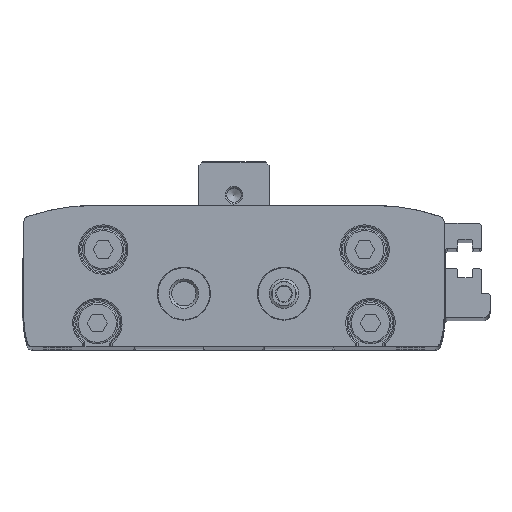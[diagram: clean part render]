
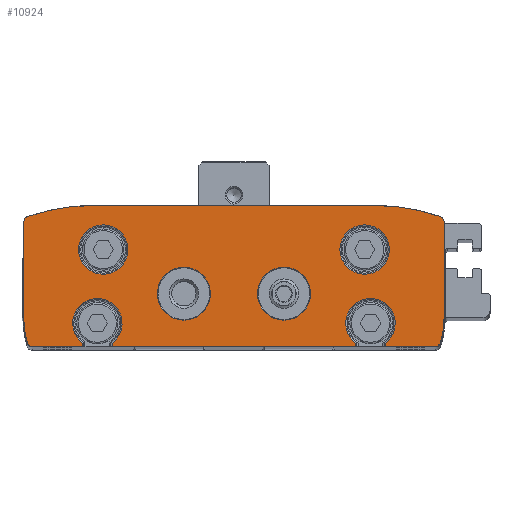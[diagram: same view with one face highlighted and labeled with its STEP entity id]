
A CAD part, top view. The second image highlights one B-rep face of the part: STEP entity #10924.
In plain terms, the highlighted planar face has unit normal (0, 0, 1).
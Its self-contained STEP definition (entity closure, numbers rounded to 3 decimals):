
#545=CIRCLE('',#11733,4.2);
#546=CIRCLE('',#11734,4.2);
#547=CIRCLE('',#11735,1.);
#548=CIRCLE('',#11736,15.);
#549=CIRCLE('',#11737,1.);
#550=CIRCLE('',#11738,35.);
#551=CIRCLE('',#11739,35.);
#552=CIRCLE('',#11740,1.);
#553=CIRCLE('',#11741,15.);
#554=CIRCLE('',#11742,1.);
#555=CIRCLE('',#11743,4.2);
#556=CIRCLE('',#11744,4.2);
#557=CIRCLE('',#11745,4.5);
#558=CIRCLE('',#11746,4.5);
#1264=ORIENTED_EDGE('',*,*,#4311,.F.);
#1265=ORIENTED_EDGE('',*,*,#4300,.T.);
#1266=ORIENTED_EDGE('',*,*,#4168,.T.);
#1267=ORIENTED_EDGE('',*,*,#4302,.F.);
#1268=ORIENTED_EDGE('',*,*,#4312,.F.);
#1269=ORIENTED_EDGE('',*,*,#4310,.T.);
#1270=ORIENTED_EDGE('',*,*,#4160,.T.);
#1271=ORIENTED_EDGE('',*,*,#4313,.T.);
#1272=ORIENTED_EDGE('',*,*,#4314,.T.);
#1273=ORIENTED_EDGE('',*,*,#4315,.T.);
#1274=ORIENTED_EDGE('',*,*,#4316,.T.);
#1275=ORIENTED_EDGE('',*,*,#4317,.T.);
#1276=ORIENTED_EDGE('',*,*,#4318,.T.);
#1277=ORIENTED_EDGE('',*,*,#4319,.T.);
#1278=ORIENTED_EDGE('',*,*,#4320,.T.);
#1279=ORIENTED_EDGE('',*,*,#4321,.T.);
#1280=ORIENTED_EDGE('',*,*,#4322,.T.);
#1281=ORIENTED_EDGE('',*,*,#4323,.T.);
#1282=ORIENTED_EDGE('',*,*,#4156,.T.);
#1283=ORIENTED_EDGE('',*,*,#4292,.F.);
#1284=ORIENTED_EDGE('',*,*,#4324,.F.);
#1285=ORIENTED_EDGE('',*,*,#4325,.F.);
#1286=ORIENTED_EDGE('',*,*,#4326,.F.);
#1287=ORIENTED_EDGE('',*,*,#4327,.F.);
#4156=EDGE_CURVE('',#5696,#5695,#6782,.T.);
#4160=EDGE_CURVE('',#5700,#5699,#6786,.T.);
#4168=EDGE_CURVE('',#5708,#5707,#6790,.T.);
#4292=EDGE_CURVE('',#5819,#5695,#6860,.T.);
#4300=EDGE_CURVE('',#5824,#5708,#6867,.T.);
#4302=EDGE_CURVE('',#5825,#5707,#6868,.T.);
#4310=EDGE_CURVE('',#5830,#5700,#6875,.T.);
#4311=EDGE_CURVE('',#5824,#5819,#545,.T.);
#4312=EDGE_CURVE('',#5830,#5825,#546,.T.);
#4313=EDGE_CURVE('',#5699,#5831,#547,.T.);
#4314=EDGE_CURVE('',#5831,#5832,#548,.T.);
#4315=EDGE_CURVE('',#5832,#5833,#6876,.T.);
#4316=EDGE_CURVE('',#5833,#5834,#549,.T.);
#4317=EDGE_CURVE('',#5834,#5835,#550,.T.);
#4318=EDGE_CURVE('',#5835,#5836,#6877,.T.);
#4319=EDGE_CURVE('',#5836,#5837,#551,.T.);
#4320=EDGE_CURVE('',#5837,#5838,#552,.T.);
#4321=EDGE_CURVE('',#5838,#5839,#6878,.T.);
#4322=EDGE_CURVE('',#5839,#5840,#553,.T.);
#4323=EDGE_CURVE('',#5840,#5696,#554,.T.);
#4324=EDGE_CURVE('',#5841,#5841,#555,.T.);
#4325=EDGE_CURVE('',#5842,#5842,#556,.T.);
#4326=EDGE_CURVE('',#5843,#5843,#557,.T.);
#4327=EDGE_CURVE('',#5844,#5844,#558,.T.);
#5695=VERTEX_POINT('',#16513);
#5696=VERTEX_POINT('',#16515);
#5699=VERTEX_POINT('',#16521);
#5700=VERTEX_POINT('',#16523);
#5707=VERTEX_POINT('',#16537);
#5708=VERTEX_POINT('',#16539);
#5819=VERTEX_POINT('',#16803);
#5824=VERTEX_POINT('',#16822);
#5825=VERTEX_POINT('',#16829);
#5830=VERTEX_POINT('',#16848);
#5831=VERTEX_POINT('',#16854);
#5832=VERTEX_POINT('',#16856);
#5833=VERTEX_POINT('',#16858);
#5834=VERTEX_POINT('',#16860);
#5835=VERTEX_POINT('',#16862);
#5836=VERTEX_POINT('',#16864);
#5837=VERTEX_POINT('',#16866);
#5838=VERTEX_POINT('',#16868);
#5839=VERTEX_POINT('',#16870);
#5840=VERTEX_POINT('',#16872);
#5841=VERTEX_POINT('',#16875);
#5842=VERTEX_POINT('',#16877);
#5843=VERTEX_POINT('',#16879);
#5844=VERTEX_POINT('',#16881);
#6782=LINE('',#16514,#7690);
#6786=LINE('',#16522,#7694);
#6790=LINE('',#16538,#7698);
#6860=LINE('',#16805,#7768);
#6867=LINE('',#16823,#7775);
#6868=LINE('',#16831,#7776);
#6875=LINE('',#16849,#7783);
#6876=LINE('',#16857,#7784);
#6877=LINE('',#16863,#7785);
#6878=LINE('',#16869,#7786);
#7690=VECTOR('',#12980,1000.);
#7694=VECTOR('',#12984,1000.);
#7698=VECTOR('',#12996,1000.);
#7768=VECTOR('',#13194,1000.);
#7775=VECTOR('',#13207,1000.);
#7776=VECTOR('',#13210,1000.);
#7783=VECTOR('',#13223,1000.);
#7784=VECTOR('',#13234,1000.);
#7785=VECTOR('',#13239,1000.);
#7786=VECTOR('',#13244,1000.);
#8636=EDGE_LOOP('',(#1264,#1265,#1266,#1267,#1268,#1269,#1270,#1271,#1272,
#1273,#1274,#1275,#1276,#1277,#1278,#1279,#1280,#1281,#1282,#1283));
#8637=EDGE_LOOP('',(#1284));
#8638=EDGE_LOOP('',(#1285));
#8639=EDGE_LOOP('',(#1286));
#8640=EDGE_LOOP('',(#1287));
#9620=FACE_BOUND('',#8636,.T.);
#9621=FACE_BOUND('',#8637,.T.);
#9622=FACE_BOUND('',#8638,.T.);
#9623=FACE_BOUND('',#8639,.T.);
#9624=FACE_BOUND('',#8640,.T.);
#10577=PLANE('',#11732);
#10924=ADVANCED_FACE('',(#9620,#9621,#9622,#9623,#9624),#10577,.T.);
#11732=AXIS2_PLACEMENT_3D('',#16850,#13224,#13225);
#11733=AXIS2_PLACEMENT_3D('',#16851,#13226,#13227);
#11734=AXIS2_PLACEMENT_3D('',#16852,#13228,#13229);
#11735=AXIS2_PLACEMENT_3D('',#16853,#13230,#13231);
#11736=AXIS2_PLACEMENT_3D('',#16855,#13232,#13233);
#11737=AXIS2_PLACEMENT_3D('',#16859,#13235,#13236);
#11738=AXIS2_PLACEMENT_3D('',#16861,#13237,#13238);
#11739=AXIS2_PLACEMENT_3D('',#16865,#13240,#13241);
#11740=AXIS2_PLACEMENT_3D('',#16867,#13242,#13243);
#11741=AXIS2_PLACEMENT_3D('',#16871,#13245,#13246);
#11742=AXIS2_PLACEMENT_3D('',#16873,#13247,#13248);
#11743=AXIS2_PLACEMENT_3D('',#16874,#13249,#13250);
#11744=AXIS2_PLACEMENT_3D('',#16876,#13251,#13252);
#11745=AXIS2_PLACEMENT_3D('',#16878,#13253,#13254);
#11746=AXIS2_PLACEMENT_3D('',#16880,#13255,#13256);
#12980=DIRECTION('',(1.,0.,0.));
#12984=DIRECTION('',(1.,0.,0.));
#12996=DIRECTION('',(1.,0.,0.));
#13194=DIRECTION('',(0.,-1.,0.));
#13207=DIRECTION('',(0.,-1.,0.));
#13210=DIRECTION('',(0.,-1.,0.));
#13223=DIRECTION('',(0.,-1.,0.));
#13224=DIRECTION('',(0.,0.,1.));
#13225=DIRECTION('',(1.,0.,0.));
#13226=DIRECTION('',(0.,0.,1.));
#13227=DIRECTION('',(1.,0.,0.));
#13228=DIRECTION('',(0.,0.,1.));
#13229=DIRECTION('',(1.,0.,0.));
#13230=DIRECTION('',(0.,0.,1.));
#13231=DIRECTION('',(1.,0.,0.));
#13232=DIRECTION('',(0.,0.,1.));
#13233=DIRECTION('',(1.,0.,0.));
#13234=DIRECTION('',(0.,1.,0.));
#13235=DIRECTION('',(0.,0.,1.));
#13236=DIRECTION('',(1.,0.,0.));
#13237=DIRECTION('',(0.,0.,1.));
#13238=DIRECTION('',(1.,0.,0.));
#13239=DIRECTION('',(-1.,0.,0.));
#13240=DIRECTION('',(0.,0.,1.));
#13241=DIRECTION('',(1.,0.,0.));
#13242=DIRECTION('',(0.,0.,1.));
#13243=DIRECTION('',(1.,0.,0.));
#13244=DIRECTION('',(0.,-1.,0.));
#13245=DIRECTION('',(0.,0.,1.));
#13246=DIRECTION('',(1.,0.,0.));
#13247=DIRECTION('',(0.,0.,1.));
#13248=DIRECTION('',(1.,0.,0.));
#13249=DIRECTION('',(0.,0.,1.));
#13250=DIRECTION('',(1.,0.,0.));
#13251=DIRECTION('',(0.,0.,1.));
#13252=DIRECTION('',(1.,0.,0.));
#13253=DIRECTION('',(0.,0.,1.));
#13254=DIRECTION('',(1.,0.,0.));
#13255=DIRECTION('',(0.,0.,1.));
#13256=DIRECTION('',(1.,0.,0.));
#16513=CARTESIAN_POINT('',(-25.7,0.,180.));
#16514=CARTESIAN_POINT('',(-34.116,0.,180.));
#16515=CARTESIAN_POINT('',(-34.116,0.,180.));
#16521=CARTESIAN_POINT('',(34.116,0.,180.));
#16522=CARTESIAN_POINT('',(-34.116,0.,180.));
#16523=CARTESIAN_POINT('',(25.7,0.,180.));
#16537=CARTESIAN_POINT('',(20.7,0.,180.));
#16538=CARTESIAN_POINT('',(-34.116,0.,180.));
#16539=CARTESIAN_POINT('',(-20.7,0.,180.));
#16803=CARTESIAN_POINT('',(-25.7,0.625,180.));
#16805=CARTESIAN_POINT('',(-25.7,4.,180.));
#16822=CARTESIAN_POINT('',(-20.7,0.625,180.));
#16823=CARTESIAN_POINT('',(-20.7,4.,180.));
#16829=CARTESIAN_POINT('',(20.7,0.625,180.));
#16831=CARTESIAN_POINT('',(20.7,4.,180.));
#16848=CARTESIAN_POINT('',(25.7,0.625,180.));
#16849=CARTESIAN_POINT('',(25.7,4.,180.));
#16850=CARTESIAN_POINT('',(-20.7,5.,180.));
#16851=CARTESIAN_POINT('',(-23.2,4.,180.));
#16852=CARTESIAN_POINT('',(23.2,4.,180.));
#16853=CARTESIAN_POINT('',(34.116,1.,180.));
#16854=CARTESIAN_POINT('',(35.075,0.714,180.));
#16855=CARTESIAN_POINT('',(20.7,5.,180.));
#16856=CARTESIAN_POINT('',(35.7,5.,180.));
#16857=CARTESIAN_POINT('',(35.7,5.,180.));
#16858=CARTESIAN_POINT('',(35.7,21.171,180.));
#16859=CARTESIAN_POINT('',(34.7,21.171,180.));
#16860=CARTESIAN_POINT('',(35.024,22.118,180.));
#16861=CARTESIAN_POINT('',(23.7,-11.,180.));
#16862=CARTESIAN_POINT('',(23.7,24.,180.));
#16863=CARTESIAN_POINT('',(23.7,24.,180.));
#16864=CARTESIAN_POINT('',(-23.7,24.,180.));
#16865=CARTESIAN_POINT('',(-23.7,-11.,180.));
#16866=CARTESIAN_POINT('',(-35.024,22.118,180.));
#16867=CARTESIAN_POINT('',(-34.7,21.171,180.));
#16868=CARTESIAN_POINT('',(-35.7,21.171,180.));
#16869=CARTESIAN_POINT('',(-35.7,21.171,180.));
#16870=CARTESIAN_POINT('',(-35.7,5.,180.));
#16871=CARTESIAN_POINT('',(-20.7,5.,180.));
#16872=CARTESIAN_POINT('',(-35.075,0.714,180.));
#16873=CARTESIAN_POINT('',(-34.116,1.,180.));
#16874=CARTESIAN_POINT('',(-22.2,16.5,180.));
#16875=CARTESIAN_POINT('',(-18.,16.5,180.));
#16876=CARTESIAN_POINT('',(22.2,16.5,180.));
#16877=CARTESIAN_POINT('',(26.4,16.5,180.));
#16878=CARTESIAN_POINT('',(-8.5,9.,180.));
#16879=CARTESIAN_POINT('',(-4.,9.,180.));
#16880=CARTESIAN_POINT('',(8.5,9.,180.));
#16881=CARTESIAN_POINT('',(13.,9.,180.));
